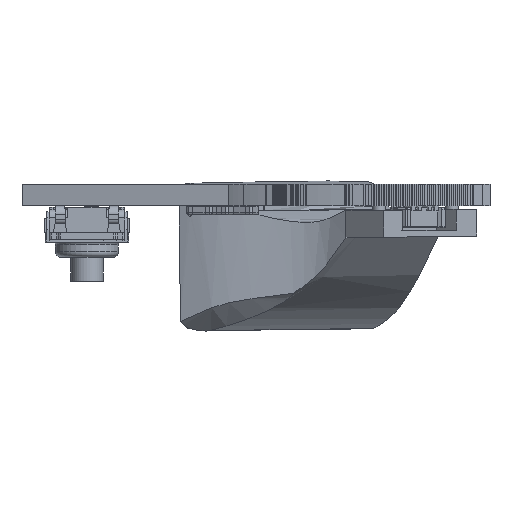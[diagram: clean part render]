
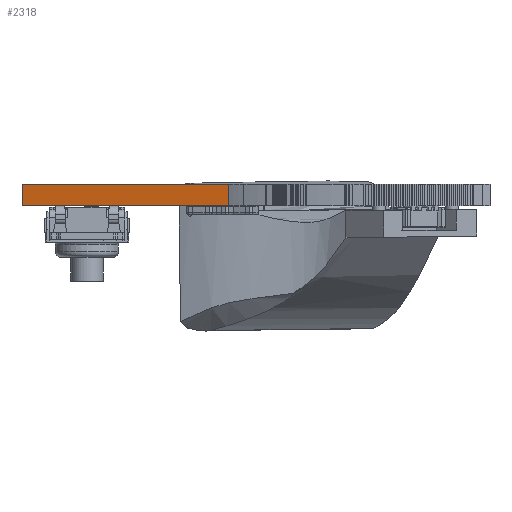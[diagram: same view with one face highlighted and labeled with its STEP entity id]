
A CAD part, left-side view. The second image highlights one B-rep face of the part: STEP entity #2318.
In plain terms, the highlighted planar face has unit normal (-0.972, 0.234, 0).
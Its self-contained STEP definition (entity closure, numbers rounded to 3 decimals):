
#2258 = EDGE_CURVE('',#2259,#2261,#2263,.T.);
#2259 = VERTEX_POINT('',#2260);
#2260 = CARTESIAN_POINT('',(-40.768,19.629,0.));
#2261 = VERTEX_POINT('',#2262);
#2262 = CARTESIAN_POINT('',(-40.768,19.629,1.59));
#2263 = LINE('',#2264,#2265);
#2264 = CARTESIAN_POINT('',(-40.768,19.629,0.));
#2265 = VECTOR('',#2266,1.);
#2266 = DIRECTION('',(0.,0.,1.));
#2318 = ADVANCED_FACE('',(#2319),#2344,.F.);
#2319 = FACE_BOUND('',#2320,.F.);
#2320 = EDGE_LOOP('',(#2321,#2331,#2337,#2338));
#2321 = ORIENTED_EDGE('',*,*,#2322,.T.);
#2322 = EDGE_CURVE('',#2323,#2325,#2327,.T.);
#2323 = VERTEX_POINT('',#2324);
#2324 = CARTESIAN_POINT('',(-37.063,35.035,0.));
#2325 = VERTEX_POINT('',#2326);
#2326 = CARTESIAN_POINT('',(-37.063,35.035,1.59));
#2327 = LINE('',#2328,#2329);
#2328 = CARTESIAN_POINT('',(-37.063,35.035,0.));
#2329 = VECTOR('',#2330,1.);
#2330 = DIRECTION('',(0.,0.,1.));
#2331 = ORIENTED_EDGE('',*,*,#2332,.T.);
#2332 = EDGE_CURVE('',#2325,#2261,#2333,.T.);
#2333 = LINE('',#2334,#2335);
#2334 = CARTESIAN_POINT('',(-37.063,35.035,1.59));
#2335 = VECTOR('',#2336,1.);
#2336 = DIRECTION('',(-0.234,-0.972,0.));
#2337 = ORIENTED_EDGE('',*,*,#2258,.F.);
#2338 = ORIENTED_EDGE('',*,*,#2339,.F.);
#2339 = EDGE_CURVE('',#2323,#2259,#2340,.T.);
#2340 = LINE('',#2341,#2342);
#2341 = CARTESIAN_POINT('',(-37.063,35.035,0.));
#2342 = VECTOR('',#2343,1.);
#2343 = DIRECTION('',(-0.234,-0.972,0.));
#2344 = PLANE('',#2345);
#2345 = AXIS2_PLACEMENT_3D('',#2346,#2347,#2348);
#2346 = CARTESIAN_POINT('',(-37.063,35.035,0.));
#2347 = DIRECTION('',(0.972,-0.234,0.));
#2348 = DIRECTION('',(-0.234,-0.972,0.));
